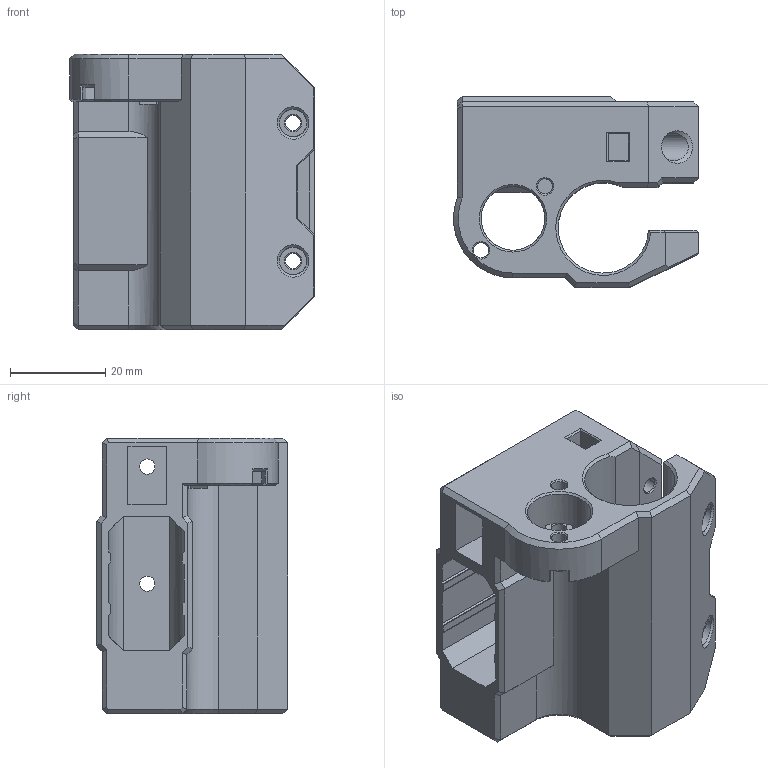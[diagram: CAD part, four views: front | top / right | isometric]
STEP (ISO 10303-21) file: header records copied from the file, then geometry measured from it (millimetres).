
FILE_DESCRIPTION(/* description */ (''),/* implementation_level */ '2;1');
FILE_NAME(/* name */ 'X_end_idler.step',/* time_stamp */ '2021-05-15T11:12:29+02:00',/* author */ (''),/* organization */ (''),/* preprocessor_version */ 'ST-DEVELOPER v18.1',/* originating_system */ 'Autodesk Translation Framework v10.6.0.1341',/* authorisation */ '');
FILE_SCHEMA (('AUTOMOTIVE_DESIGN { 1 0 10303 214 3 1 1 }'));
Length unit declared in the file: millimetre
Products named in the file (1): X_end_idler
Bounding box: 51.49 x 40.2 x 58 mm (x, y, z)
Volume: 51119.7 mm3; surface area: 20258 mm2
Topology: 1 solids, 1 shells, 352 faces, 934 edges, 599 vertices
Faces by surface type: plane 241, bspline 58, cylinder 29, cone 24
Full cylindrical faces by diameter (mm): 3.2 x10, 5.8 x3, 7.2 x1, 13.4 x1
Entity records: 13200 total; most frequent: CARTESIAN_POINT 4894, ORIENTED_EDGE 1864, DIRECTION 1485, EDGE_CURVE 932, LINE 675, VECTOR 675, VERTEX_POINT 599, AXIS2_PLACEMENT_3D 405
